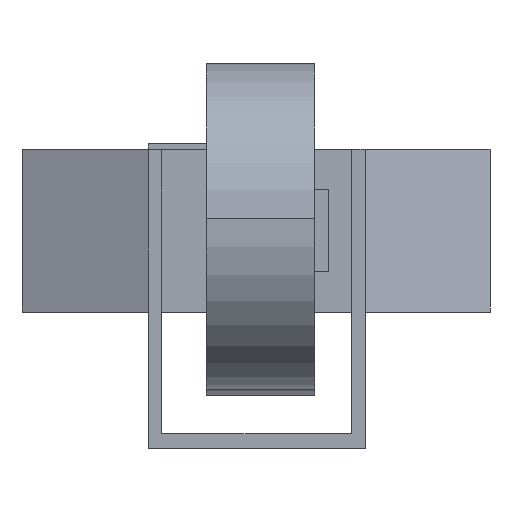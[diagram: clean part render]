
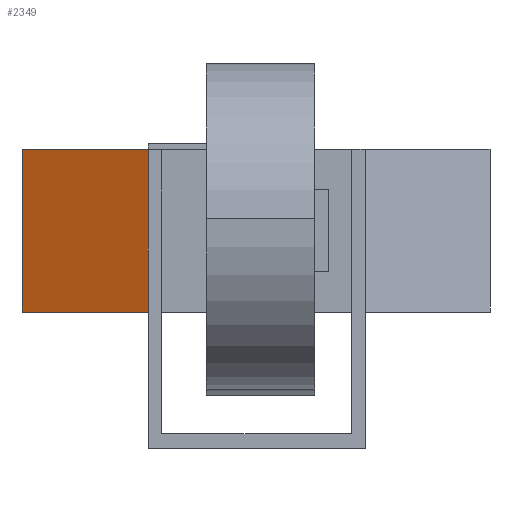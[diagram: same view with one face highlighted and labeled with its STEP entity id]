
A CAD part, left-side view. The second image highlights one B-rep face of the part: STEP entity #2349.
In plain terms, the highlighted planar face has unit normal (-0.918, 0.397, 0).
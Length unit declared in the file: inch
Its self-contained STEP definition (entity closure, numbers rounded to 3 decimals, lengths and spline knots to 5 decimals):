
#150 = EDGE_CURVE ( 'NONE', #6804, #10606, #8976, .T. ) ;
#265 = DIRECTION ( 'NONE',  ( 0.918, -0.397, 0. ) ) ;
#270 = LINE ( 'NONE', #9818, #2463 ) ;
#1593 = ORIENTED_EDGE ( 'NONE', *, *, #7652, .F. ) ;
#1632 = LINE ( 'NONE', #9303, #8048 ) ;
#2288 = DIRECTION ( 'NONE',  ( -0.397, -0.918, 0. ) ) ;
#2349 = ADVANCED_FACE ( 'NONE', ( #3680 ), #8013, .F. ) ;
#2463 = VECTOR ( 'NONE', #2288, 39.37008 ) ;
#2542 = LINE ( 'NONE', #3285, #6112 ) ;
#3002 = EDGE_LOOP ( 'NONE', ( #9884, #6334, #1593, #7924 ) ) ;
#3272 = DIRECTION ( 'NONE',  ( -0.397, -0.918, 0. ) ) ;
#3285 = CARTESIAN_POINT ( 'NONE',  ( -7.4432, 4.64937, 3.38434 ) ) ;
#3405 = EDGE_CURVE ( 'NONE', #5965, #10606, #1632, .T. ) ;
#3680 = FACE_OUTER_BOUND ( 'NONE', #3002, .T. ) ;
#3737 = DIRECTION ( 'NONE',  ( 0.397, 0.918, 0. ) ) ;
#4021 = CARTESIAN_POINT ( 'NONE',  ( -7.4432, 4.64937, 3.38434 ) ) ;
#4131 = CARTESIAN_POINT ( 'NONE',  ( -7.4432, 4.64937, 0.38434 ) ) ;
#4318 = DIRECTION ( 'NONE',  ( 0., 0., -1. ) ) ;
#4434 = VERTEX_POINT ( 'NONE', #4021 ) ;
#4554 = CARTESIAN_POINT ( 'NONE',  ( -8.44967, 2.31981, 3.38434 ) ) ;
#5965 = VERTEX_POINT ( 'NONE', #4131 ) ;
#6112 = VECTOR ( 'NONE', #4318, 39.37008 ) ;
#6200 = DIRECTION ( 'NONE',  ( 0., 0., -1. ) ) ;
#6334 = ORIENTED_EDGE ( 'NONE', *, *, #150, .F. ) ;
#6804 = VERTEX_POINT ( 'NONE', #8051 ) ;
#7152 = CARTESIAN_POINT ( 'NONE',  ( -7.4432, 4.64937, 3.38434 ) ) ;
#7652 = EDGE_CURVE ( 'NONE', #4434, #6804, #270, .T. ) ;
#7924 = ORIENTED_EDGE ( 'NONE', *, *, #8116, .T. ) ;
#8013 = PLANE ( 'NONE',  #8633 ) ;
#8048 = VECTOR ( 'NONE', #3272, 39.37008 ) ;
#8051 = CARTESIAN_POINT ( 'NONE',  ( -8.44967, 2.31981, 3.38434 ) ) ;
#8116 = EDGE_CURVE ( 'NONE', #4434, #5965, #2542, .T. ) ;
#8365 = CARTESIAN_POINT ( 'NONE',  ( -8.44967, 2.31981, 0.38434 ) ) ;
#8633 = AXIS2_PLACEMENT_3D ( 'NONE', #7152, #265, #3737 ) ;
#8976 = LINE ( 'NONE', #4554, #10518 ) ;
#9303 = CARTESIAN_POINT ( 'NONE',  ( -7.4432, 4.64937, 0.38434 ) ) ;
#9818 = CARTESIAN_POINT ( 'NONE',  ( -7.4432, 4.64937, 3.38434 ) ) ;
#9884 = ORIENTED_EDGE ( 'NONE', *, *, #3405, .T. ) ;
#10518 = VECTOR ( 'NONE', #6200, 39.37008 ) ;
#10606 = VERTEX_POINT ( 'NONE', #8365 ) ;
